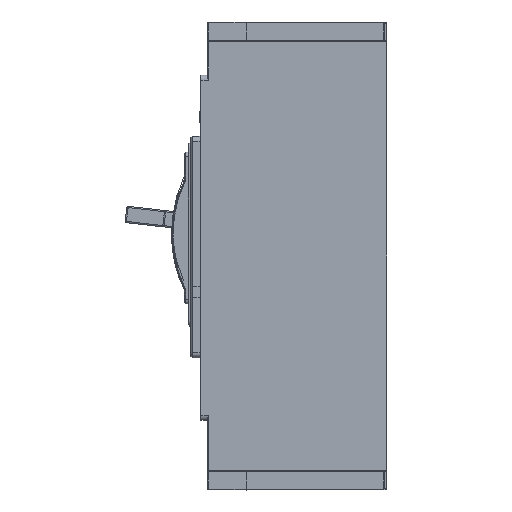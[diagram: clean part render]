
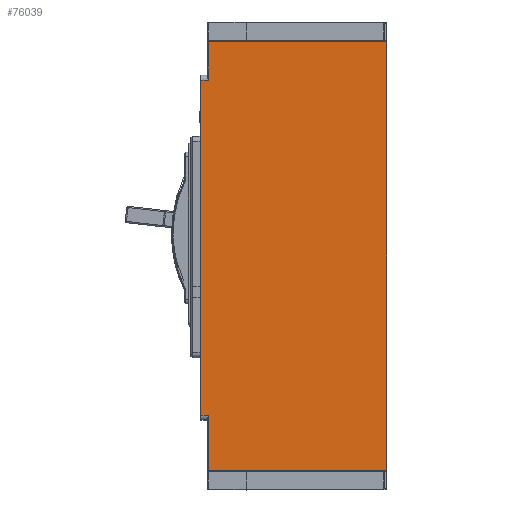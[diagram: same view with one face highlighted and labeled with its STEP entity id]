
A CAD part, left-side view. The second image highlights one B-rep face of the part: STEP entity #76039.
In plain terms, the highlighted planar face has unit normal (-1, 0, 0).
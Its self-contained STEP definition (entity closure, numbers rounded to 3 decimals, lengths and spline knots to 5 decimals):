
#2057=DIRECTION('',(0.,1.,0.));
#2058=VECTOR('',#2057,0.141);
#2059=CARTESIAN_POINT('',(0.,0.,-0.0155));
#2060=LINE('',#2059,#2058);
#2071=DIRECTION('',(0.,-1.,0.));
#2072=VECTOR('',#2071,0.141);
#2073=CARTESIAN_POINT('',(0.,0.141,-0.3545));
#2074=LINE('',#2073,#2072);
#32850=DIRECTION('',(0.,-1.,0.));
#32851=VECTOR('',#32850,0.006);
#32852=CARTESIAN_POINT('',(0.,0.147,-0.046));
#32853=LINE('',#32852,#32851);
#32920=DIRECTION('',(0.,0.,1.));
#32921=VECTOR('',#32920,0.265);
#32922=CARTESIAN_POINT('',(0.,0.147,-0.311));
#32923=LINE('',#32922,#32921);
#33014=DIRECTION('',(0.,1.,0.));
#33015=VECTOR('',#33014,0.006);
#33016=CARTESIAN_POINT('',(0.,0.141,-0.311));
#33017=LINE('',#33016,#33015);
#33029=DIRECTION('',(0.,0.,1.));
#33030=VECTOR('',#33029,0.0435);
#33031=CARTESIAN_POINT('',(0.,0.141,-0.3545));
#33032=LINE('',#33031,#33030);
#48212=DIRECTION('',(0.,0.,-1.));
#48213=VECTOR('',#48212,0.339);
#48214=CARTESIAN_POINT('',(0.,0.,-0.0155));
#48215=LINE('',#48214,#48213);
#48490=DIRECTION('',(0.,0.,1.));
#48491=VECTOR('',#48490,0.0305);
#48492=CARTESIAN_POINT('',(0.,0.141,-0.046));
#48493=LINE('',#48492,#48491);
#56448=CARTESIAN_POINT('',(0.,0.,-0.0155));
#56449=CARTESIAN_POINT('',(0.,0.,-0.3545));
#56450=VERTEX_POINT('',#56448);
#56451=VERTEX_POINT('',#56449);
#64136=CARTESIAN_POINT('',(0.,0.147,-0.311));
#64137=VERTEX_POINT('',#64136);
#64138=CARTESIAN_POINT('',(0.,0.147,-0.046));
#64139=VERTEX_POINT('',#64138);
#64707=CARTESIAN_POINT('',(0.,0.141,-0.311));
#64708=VERTEX_POINT('',#64707);
#64709=CARTESIAN_POINT('',(0.,0.141,-0.3545));
#64710=VERTEX_POINT('',#64709);
#64711=CARTESIAN_POINT('',(0.,0.141,-0.046));
#64712=VERTEX_POINT('',#64711);
#64713=CARTESIAN_POINT('',(0.,0.141,-0.0155));
#64714=VERTEX_POINT('',#64713);
#76017=CARTESIAN_POINT('',(0.,0.,-0.37));
#76018=DIRECTION('',(-1.,0.,0.));
#76019=DIRECTION('',(0.,0.,1.));
#76020=AXIS2_PLACEMENT_3D('',#76017,#76018,#76019);
#76021=PLANE('',#76020);
#76023=ORIENTED_EDGE('',*,*,#76022,.F.);
#76025=ORIENTED_EDGE('',*,*,#76024,.T.);
#76027=ORIENTED_EDGE('',*,*,#76026,.T.);
#76029=ORIENTED_EDGE('',*,*,#76028,.T.);
#76031=ORIENTED_EDGE('',*,*,#76030,.T.);
#76033=ORIENTED_EDGE('',*,*,#76032,.T.);
#76034=ORIENTED_EDGE('',*,*,#76007,.F.);
#76036=ORIENTED_EDGE('',*,*,#76035,.T.);
#76037=EDGE_LOOP('',(#76023,#76025,#76027,#76029,#76031,#76033,#76034,#76036));
#76038=FACE_OUTER_BOUND('',#76037,.F.);
#76039=ADVANCED_FACE('',(#76038),#76021,.T.);
#76007=EDGE_CURVE('',#56450,#64714,#2060,.T.);
#76022=EDGE_CURVE('',#64710,#56451,#2074,.T.);
#76024=EDGE_CURVE('',#64710,#64708,#33032,.T.);
#76026=EDGE_CURVE('',#64708,#64137,#33017,.T.);
#76028=EDGE_CURVE('',#64137,#64139,#32923,.T.);
#76030=EDGE_CURVE('',#64139,#64712,#32853,.T.);
#76032=EDGE_CURVE('',#64712,#64714,#48493,.T.);
#76035=EDGE_CURVE('',#56450,#56451,#48215,.T.);
